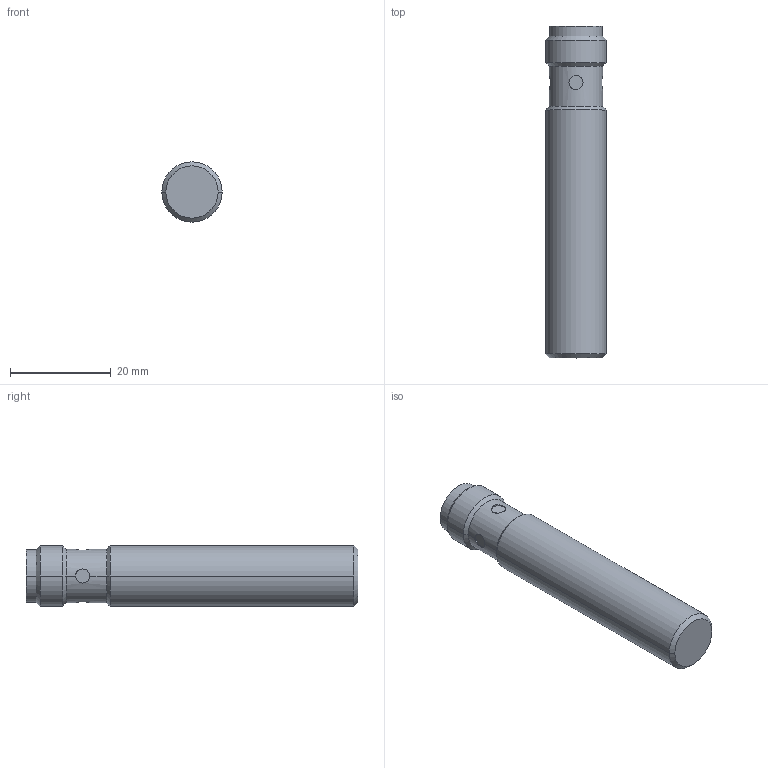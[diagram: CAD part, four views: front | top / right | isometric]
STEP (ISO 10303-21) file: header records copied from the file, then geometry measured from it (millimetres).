
FILE_DESCRIPTION((''),'2;1');
FILE_NAME('DM_CAD-2292','2016-06-15T',('creinig-se'),(''),'PRO/ENGINEER BY PARAMETRIC TECHNOLOGY CORPORATION, 2015440','PRO/ENGINEER BY PARAMETRIC TECHNOLOGY CORPORATION, 2015440','');
FILE_SCHEMA(('CONFIG_CONTROL_DESIGN'));
Length unit declared in the file: millimetre
Products named in the file (1): DM_CAD-2292
Bounding box: 12 x 66 x 12 mm (x, y, z)
Volume: 6624.2 mm3; surface area: 3015.5 mm2
Topology: 1 solids, 1 shells, 50 faces, 166 edges, 129 vertices
Faces by surface type: cylinder 25, plane 11, cone 8, sphere 6
Entity records: 2727 total; most frequent: CARTESIAN_POINT 419, DIRECTION 310, ORIENTED_EDGE 204, PRESENTATION_STYLE_ASSIGNMENT 199, STYLED_ITEM 173, CURVE_STYLE 166, AXIS2_PLACEMENT_3D 113, EDGE_CURVE 102
